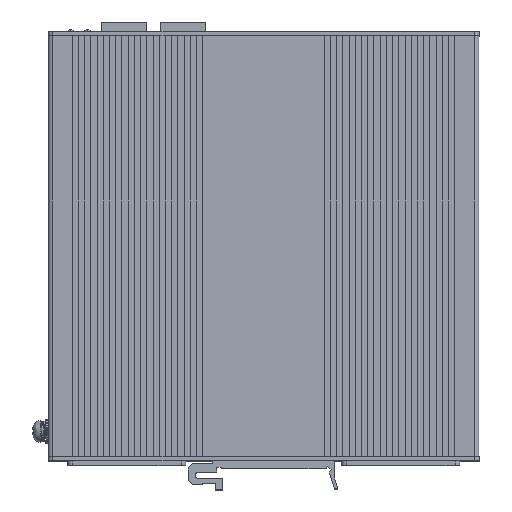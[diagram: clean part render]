
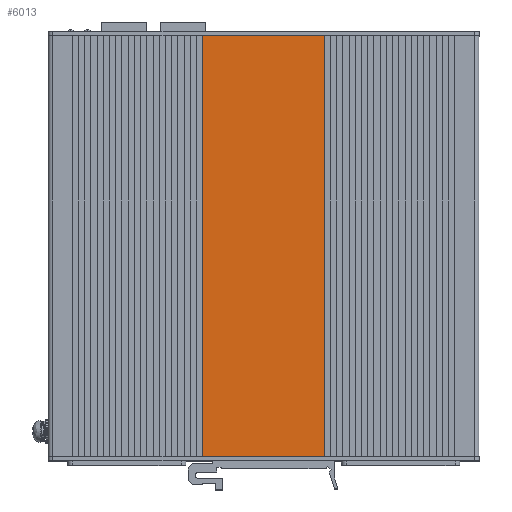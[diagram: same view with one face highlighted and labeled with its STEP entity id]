
A CAD part, top view. The second image highlights one B-rep face of the part: STEP entity #6013.
In plain terms, the highlighted planar face has unit normal (0, 0, 1).
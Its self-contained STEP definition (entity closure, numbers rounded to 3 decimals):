
#388=DIRECTION('',(1.,0.,0.));
#389=VECTOR('',#388,39.);
#390=CARTESIAN_POINT('',(-19.517,0.,28.65));
#391=LINE('',#390,#389);
#1912=DIRECTION('',(1.,0.,0.));
#1913=VECTOR('',#1912,39.);
#1914=CARTESIAN_POINT('',(-19.517,135.,28.65));
#1915=LINE('',#1914,#1913);
#2754=DIRECTION('',(0.,1.,0.));
#2755=VECTOR('',#2754,135.);
#2756=CARTESIAN_POINT('',(19.483,0.,28.65));
#2757=LINE('',#2756,#2755);
#2761=DIRECTION('',(0.,1.,0.));
#2762=VECTOR('',#2761,135.);
#2763=CARTESIAN_POINT('',(-19.517,0.,28.65));
#2764=LINE('',#2763,#2762);
#3790=CARTESIAN_POINT('',(-19.517,0.,28.65));
#3791=VERTEX_POINT('',#3790);
#3792=CARTESIAN_POINT('',(19.483,0.,28.65));
#3793=VERTEX_POINT('',#3792);
#4030=CARTESIAN_POINT('',(-19.517,135.,28.65));
#4031=VERTEX_POINT('',#4030);
#4032=CARTESIAN_POINT('',(19.483,135.,28.65));
#4033=VERTEX_POINT('',#4032);
#6001=CARTESIAN_POINT('',(-19.517,0.,28.65));
#6002=DIRECTION('',(0.,0.,1.));
#6003=DIRECTION('',(1.,0.,0.));
#6004=AXIS2_PLACEMENT_3D('',#6001,#6002,#6003);
#6005=PLANE('',#6004);
#6006=ORIENTED_EDGE('',*,*,#4467,.F.);
#6008=ORIENTED_EDGE('',*,*,#6007,.T.);
#6009=ORIENTED_EDGE('',*,*,#5036,.T.);
#6010=ORIENTED_EDGE('',*,*,#5994,.F.);
#6011=EDGE_LOOP('',(#6006,#6008,#6009,#6010));
#6012=FACE_OUTER_BOUND('',#6011,.F.);
#4467=EDGE_CURVE('',#3791,#3793,#391,.T.);
#5036=EDGE_CURVE('',#4031,#4033,#1915,.T.);
#5994=EDGE_CURVE('',#3793,#4033,#2757,.T.);
#6007=EDGE_CURVE('',#3791,#4031,#2764,.T.);
#6013=ADVANCED_FACE('',(#6012),#6005,.T.);
